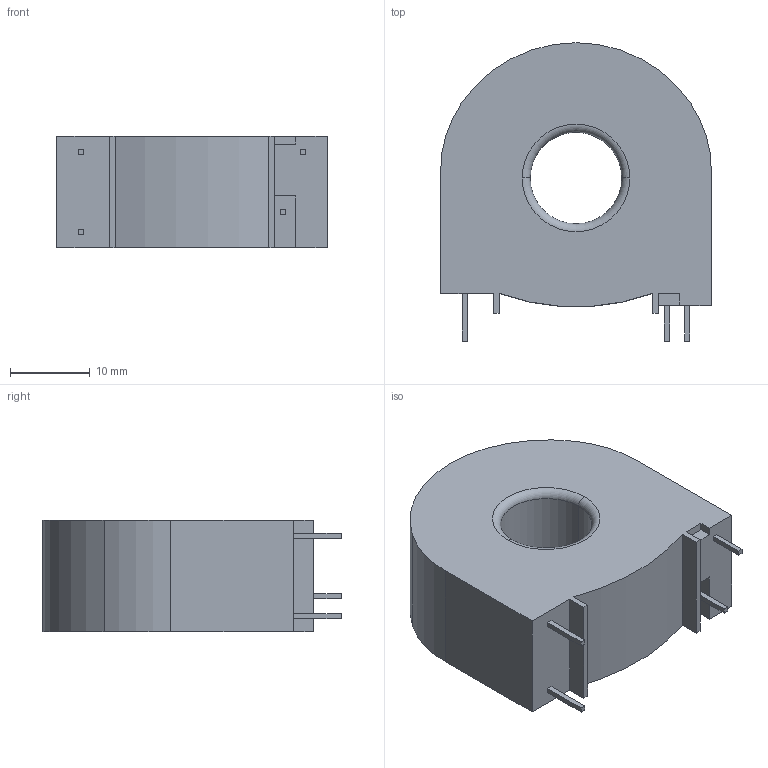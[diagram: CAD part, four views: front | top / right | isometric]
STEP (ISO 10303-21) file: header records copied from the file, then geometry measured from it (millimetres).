
FILE_DESCRIPTION (( 'STEP AP214' ), '1' );
FILE_NAME ('T60404-E4626-X502.STEP', '2024-02-12T04:44:29', ( '' ), ( '' ), 'SwSTEP 2.0', 'SolidWorks 2022', '' );
FILE_SCHEMA (( 'AUTOMOTIVE_DESIGN' ));
Length unit declared in the file: millimetre
Products named in the file (1): T60404-E4626-X502
Bounding box: 34 x 37.5 x 14 mm (x, y, z)
Volume: 12332.7 mm3; surface area: 4102.3 mm2
Topology: 1 solids, 1 shells, 48 faces, 122 edges, 80 vertices
Faces by surface type: plane 38, cylinder 6, torus 4
Entity records: 1692 total; most frequent: CARTESIAN_POINT 251, ORIENTED_EDGE 244, DIRECTION 240, EDGE_CURVE 122, VECTOR 102, LINE 102, VERTEX_POINT 80, AXIS2_PLACEMENT_3D 69
